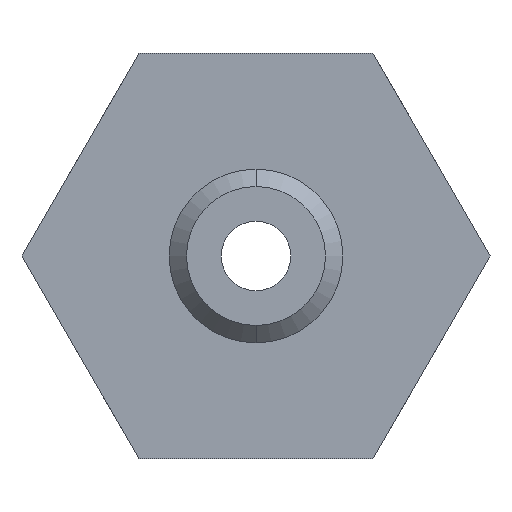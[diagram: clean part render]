
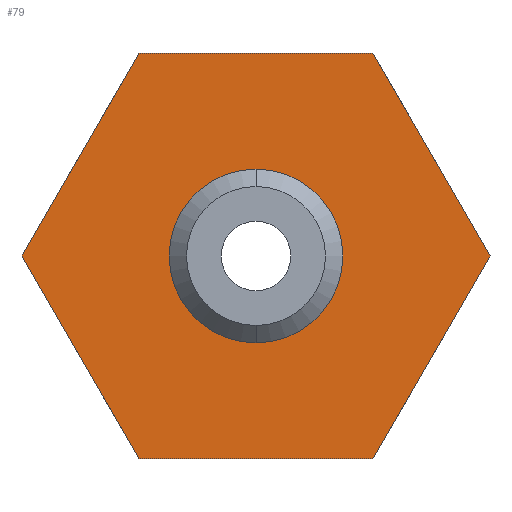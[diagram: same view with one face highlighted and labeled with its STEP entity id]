
A CAD part, front view. The second image highlights one B-rep face of the part: STEP entity #79.
In plain terms, the highlighted planar face has unit normal (0, -1, 0).
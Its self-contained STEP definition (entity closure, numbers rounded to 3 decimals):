
#79=ADVANCED_FACE('',(#168,#169),#170,.F.);
#168=FACE_BOUND('',#267,.T.);
#169=FACE_OUTER_BOUND('',#268,.T.);
#170=PLANE('',#269);
#267=EDGE_LOOP('',(#434,#435));
#268=EDGE_LOOP('',(#436,#437,#438,#439,#440,#441));
#269=AXIS2_PLACEMENT_3D('',#442,#443,#444);
#434=ORIENTED_EDGE('',*,*,#579,.F.);
#435=ORIENTED_EDGE('',*,*,#626,.F.);
#436=ORIENTED_EDGE('',*,*,#600,.T.);
#437=ORIENTED_EDGE('',*,*,#624,.T.);
#438=ORIENTED_EDGE('',*,*,#620,.T.);
#439=ORIENTED_EDGE('',*,*,#615,.T.);
#440=ORIENTED_EDGE('',*,*,#610,.T.);
#441=ORIENTED_EDGE('',*,*,#605,.T.);
#442=CARTESIAN_POINT('',(-1.0,2.5,0.0));
#443=DIRECTION('',(0.0,1.0,0.0));
#444=DIRECTION('',(0.0,0.0,1.0));
#579=EDGE_CURVE('',#684,#685,#686,.T.);
#600=EDGE_CURVE('',#714,#719,#721,.T.);
#605=EDGE_CURVE('',#724,#714,#728,.T.);
#610=EDGE_CURVE('',#731,#724,#735,.T.);
#615=EDGE_CURVE('',#738,#731,#742,.T.);
#620=EDGE_CURVE('',#745,#738,#749,.T.);
#624=EDGE_CURVE('',#719,#745,#753,.T.);
#626=EDGE_CURVE('',#685,#684,#755,.T.);
#684=VERTEX_POINT('',#821);
#685=VERTEX_POINT('',#822);
#686=CIRCLE('',#823,1.0);
#714=VERTEX_POINT('',#855);
#719=VERTEX_POINT('',#867);
#721=LINE('',#870,#871);
#724=VERTEX_POINT('',#874);
#728=LINE('',#885,#886);
#731=VERTEX_POINT('',#889);
#735=LINE('',#900,#901);
#738=VERTEX_POINT('',#904);
#742=LINE('',#915,#916);
#745=VERTEX_POINT('',#919);
#749=LINE('',#930,#931);
#753=LINE('',#941,#942);
#755=CIRCLE('',#944,1.0);
#821=CARTESIAN_POINT('',(0.0,2.5,-1.0));
#822=CARTESIAN_POINT('',(0.,2.5,1.0));
#823=AXIS2_PLACEMENT_3D('',#997,#998,#999);
#855=CARTESIAN_POINT('',(2.021,2.5,-3.5));
#867=CARTESIAN_POINT('',(4.041,2.5,0.));
#870=CARTESIAN_POINT('',(2.021,2.5,-3.5));
#871=VECTOR('',#1033,1000.0);
#874=CARTESIAN_POINT('',(-2.021,2.5,-3.5));
#885=CARTESIAN_POINT('',(-2.021,2.5,-3.5));
#886=VECTOR('',#1035,1000.0);
#889=CARTESIAN_POINT('',(-4.041,2.5,0.));
#900=CARTESIAN_POINT('',(-4.041,2.5,0.));
#901=VECTOR('',#1037,1000.0);
#904=CARTESIAN_POINT('',(-2.021,2.5,3.5));
#915=CARTESIAN_POINT('',(-2.021,2.5,3.5));
#916=VECTOR('',#1039,1000.0);
#919=CARTESIAN_POINT('',(2.021,2.5,3.5));
#930=CARTESIAN_POINT('',(2.021,2.5,3.5));
#931=VECTOR('',#1041,1000.0);
#941=CARTESIAN_POINT('',(4.041,2.5,0.));
#942=VECTOR('',#1042,1000.0);
#944=AXIS2_PLACEMENT_3D('',#1043,#1044,#1045);
#997=CARTESIAN_POINT('',(0.0,2.5,0.0));
#998=DIRECTION('',(0.0,-1.0,-0.0));
#999=DIRECTION('',(0.0,0.0,-1.0));
#1033=DIRECTION('',(0.5,0.0,0.866));
#1035=DIRECTION('',(1.0,0.0,0.));
#1037=DIRECTION('',(0.5,0.0,-0.866));
#1039=DIRECTION('',(-0.5,0.0,-0.866));
#1041=DIRECTION('',(-1.0,0.0,0.0));
#1042=DIRECTION('',(-0.5,0.0,0.866));
#1043=CARTESIAN_POINT('',(0.0,2.5,0.0));
#1044=DIRECTION('',(0.0,-1.0,-0.0));
#1045=DIRECTION('',(0.0,0.0,-1.0));
